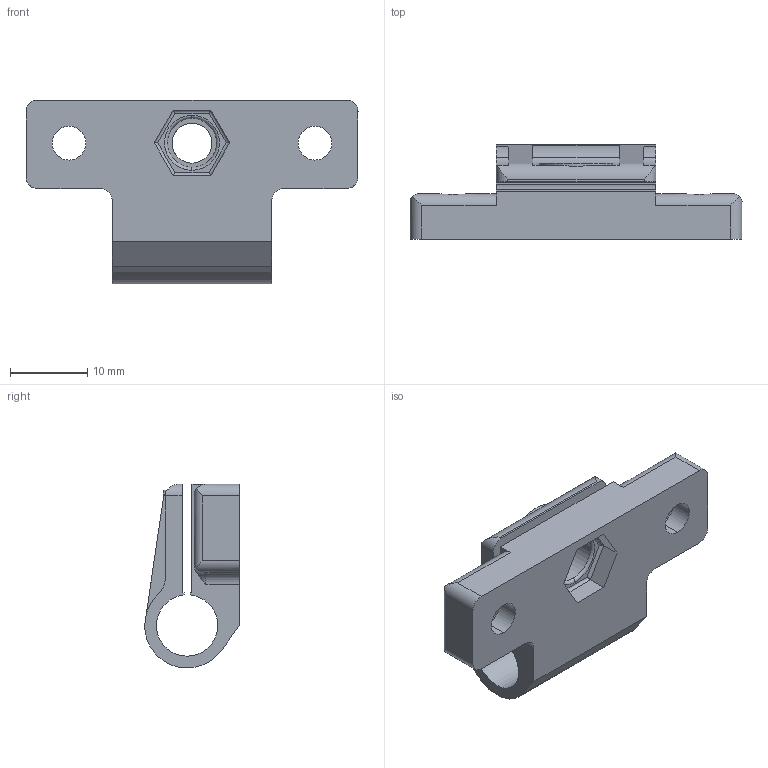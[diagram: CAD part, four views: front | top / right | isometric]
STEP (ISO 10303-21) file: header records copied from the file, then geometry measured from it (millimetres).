
FILE_DESCRIPTION (( 'STEP AP214' ), '1' );
FILE_NAME ('Southco-E6-10-301-20_E6_300_SERIES_HINGE_LEAF_ADJUSTABLE_CLF.STEP', '2021-07-25T19:33:45', ( '' ), ( '' ), 'SwSTEP 2.0', 'SolidWorks 2020', '' );
FILE_SCHEMA (( 'AUTOMOTIVE_DESIGN' ));
Length unit declared in the file: millimetre
Products named in the file (1): Southco-E6-10-301-20_E6_300_SERIES_HINGE_LEAF_ADJUSTABLE_CLF
Bounding box: 42.88 x 12.24 x 23.74 mm (x, y, z)
Volume: 4217.3 mm3; surface area: 3718.7 mm2
Topology: 1 solids, 1 shells, 95 faces, 261 edges, 169 vertices
Faces by surface type: cylinder 45, plane 38, torus 12
Entity records: 3694 total; most frequent: CARTESIAN_POINT 1287, ORIENTED_EDGE 522, DIRECTION 467, EDGE_CURVE 261, VERTEX_POINT 169, AXIS2_PLACEMENT_3D 166, VECTOR 135, LINE 135
